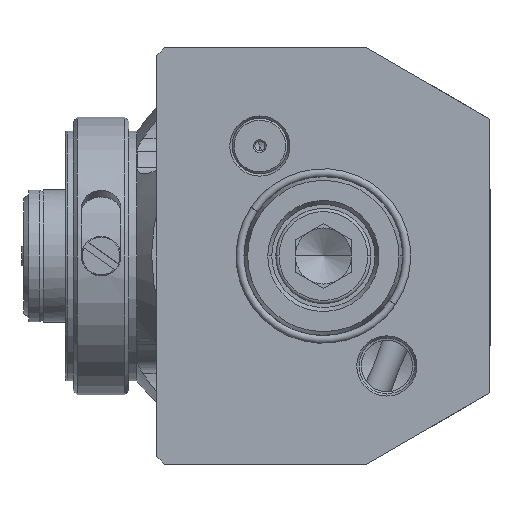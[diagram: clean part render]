
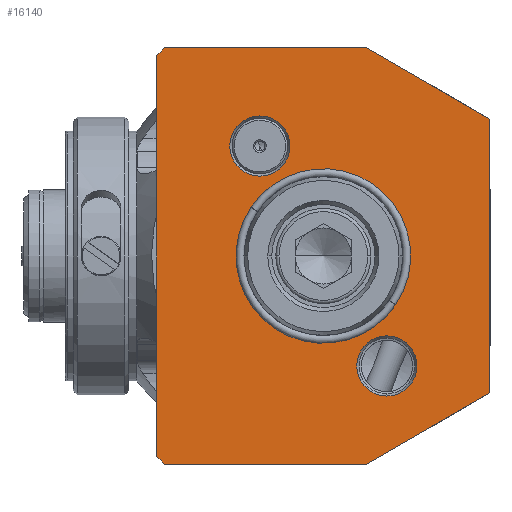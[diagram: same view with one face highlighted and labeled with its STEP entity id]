
A CAD part, front view. The second image highlights one B-rep face of the part: STEP entity #16140.
In plain terms, the highlighted planar face has unit normal (0, -1, 0).
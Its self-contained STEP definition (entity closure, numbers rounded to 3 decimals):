
#68 = EDGE_CURVE ( 'NONE', #7213, #80, #7297, .T. ) ;
#80 = VERTEX_POINT ( 'NONE', #2994 ) ;
#370 = CARTESIAN_POINT ( 'NONE',  ( 20.2, 0., 0. ) ) ;
#521 = CARTESIAN_POINT ( 'NONE',  ( 16., 0., -20.135 ) ) ;
#547 = DIRECTION ( 'NONE',  ( 0., 0., 1. ) ) ;
#550 = CIRCLE ( 'NONE', #16910, 7.577 ) ;
#648 = DIRECTION ( 'NONE',  ( 0., 1., 0. ) ) ;
#1288 = VECTOR ( 'NONE', #8158, 1000. ) ;
#1910 = CARTESIAN_POINT ( 'NONE',  ( -20.2, 0., 0. ) ) ;
#1928 = VERTEX_POINT ( 'NONE', #24811 ) ;
#1960 = ORIENTED_EDGE ( 'NONE', *, *, #10178, .T. ) ;
#2013 = LINE ( 'NONE', #10453, #16226 ) ;
#2221 = CARTESIAN_POINT ( 'NONE',  ( 16., 0., -27.713 ) ) ;
#2303 = VERTEX_POINT ( 'NONE', #12068 ) ;
#2891 = DIRECTION ( 'NONE',  ( 0., -1., 0. ) ) ;
#2953 = ORIENTED_EDGE ( 'NONE', *, *, #10336, .F. ) ;
#2994 = CARTESIAN_POINT ( 'NONE',  ( -42., 0., 50.5 ) ) ;
#3151 = DIRECTION ( 'NONE',  ( 0., 0., 1. ) ) ;
#3367 = ORIENTED_EDGE ( 'NONE', *, *, #23870, .F. ) ;
#3368 = LINE ( 'NONE', #5589, #15507 ) ;
#4539 = AXIS2_PLACEMENT_3D ( 'NONE', #24256, #15977, #22460 ) ;
#4649 = CIRCLE ( 'NONE', #11702, 7.577 ) ;
#4786 = EDGE_LOOP ( 'NONE', ( #24349, #25450 ) ) ;
#5022 = EDGE_CURVE ( 'NONE', #27184, #21960, #550, .T. ) ;
#5063 = LINE ( 'NONE', #24114, #14819 ) ;
#5090 = FACE_BOUND ( 'NONE', #7529, .T. ) ;
#5288 = CARTESIAN_POINT ( 'NONE',  ( 16., 0., -35.29 ) ) ;
#5589 = CARTESIAN_POINT ( 'NONE',  ( -42., 0., 52.5 ) ) ;
#5734 = ORIENTED_EDGE ( 'NONE', *, *, #14224, .T. ) ;
#5779 = EDGE_CURVE ( 'NONE', #21960, #27184, #24420, .T. ) ;
#6082 = DIRECTION ( 'NONE',  ( 0.866, 0., 0.5 ) ) ;
#6315 = EDGE_CURVE ( 'NONE', #1928, #25877, #23510, .T. ) ;
#6788 = AXIS2_PLACEMENT_3D ( 'NONE', #2221, #17299, #547 ) ;
#7179 = CARTESIAN_POINT ( 'NONE',  ( -42., 0., -50.5 ) ) ;
#7213 = VERTEX_POINT ( 'NONE', #13926 ) ;
#7297 = LINE ( 'NONE', #22212, #17555 ) ;
#7332 = EDGE_CURVE ( 'NONE', #2303, #8932, #2013, .T. ) ;
#7529 = EDGE_LOOP ( 'NONE', ( #14696, #16247 ) ) ;
#8004 = DIRECTION ( 'NONE',  ( -0.866, 0., 0.5 ) ) ;
#8158 = DIRECTION ( 'NONE',  ( 0., 0., -1. ) ) ;
#8932 = VERTEX_POINT ( 'NONE', #12909 ) ;
#9179 = EDGE_CURVE ( 'NONE', #24206, #24538, #10389, .T. ) ;
#10178 = EDGE_CURVE ( 'NONE', #24538, #19406, #17379, .T. ) ;
#10336 = EDGE_CURVE ( 'NONE', #2303, #19406, #18680, .T. ) ;
#10389 = LINE ( 'NONE', #12185, #10554 ) ;
#10453 = CARTESIAN_POINT ( 'NONE',  ( 10.823, 0., 52.5 ) ) ;
#10554 = VECTOR ( 'NONE', #20627, 1000. ) ;
#10737 = DIRECTION ( 'NONE',  ( 0.866, 0., -0.5 ) ) ;
#11408 = CARTESIAN_POINT ( 'NONE',  ( 16., 0., -27.713 ) ) ;
#11539 = CIRCLE ( 'NONE', #14201, 20.2 ) ;
#11702 = AXIS2_PLACEMENT_3D ( 'NONE', #14758, #23177, #10737 ) ;
#12068 = CARTESIAN_POINT ( 'NONE',  ( 42., 0., 34.5 ) ) ;
#12185 = CARTESIAN_POINT ( 'NONE',  ( -42., 0., -52.5 ) ) ;
#12195 = CARTESIAN_POINT ( 'NONE',  ( -42., 0., -50.5 ) ) ;
#12412 = DIRECTION ( 'NONE',  ( 0., -1., 0. ) ) ;
#12804 = EDGE_LOOP ( 'NONE', ( #25352, #5734, #24244, #1960, #2953, #17041, #3367, #18927 ) ) ;
#12909 = CARTESIAN_POINT ( 'NONE',  ( 10.823, 0., 52.5 ) ) ;
#13509 = FACE_BOUND ( 'NONE', #4786, .T. ) ;
#13840 = VERTEX_POINT ( 'NONE', #370 ) ;
#13926 = CARTESIAN_POINT ( 'NONE',  ( -40., 0., 52.5 ) ) ;
#14060 = CARTESIAN_POINT ( 'NONE',  ( 10.823, 0., -52.5 ) ) ;
#14201 = AXIS2_PLACEMENT_3D ( 'NONE', #19774, #2891, #20056 ) ;
#14224 = EDGE_CURVE ( 'NONE', #19104, #24206, #17674, .T. ) ;
#14696 = ORIENTED_EDGE ( 'NONE', *, *, #5779, .T. ) ;
#14758 = CARTESIAN_POINT ( 'NONE',  ( -16., 0., 27.713 ) ) ;
#14819 = VECTOR ( 'NONE', #24262, 1000. ) ;
#15507 = VECTOR ( 'NONE', #24104, 1000. ) ;
#15977 = DIRECTION ( 'NONE',  ( 0., -1., 0. ) ) ;
#16140 = ADVANCED_FACE ( 'NONE', ( #24015, #5090, #13509, #24140 ), #25803, .F. ) ;
#16226 = VECTOR ( 'NONE', #8004, 1000. ) ;
#16247 = ORIENTED_EDGE ( 'NONE', *, *, #5022, .T. ) ;
#16430 = CARTESIAN_POINT ( 'NONE',  ( 0., 0., 0. ) ) ;
#16453 = CARTESIAN_POINT ( 'NONE',  ( -40., 0., -52.5 ) ) ;
#16464 = EDGE_CURVE ( 'NONE', #25877, #1928, #4649, .T. ) ;
#16775 = VECTOR ( 'NONE', #6082, 1000. ) ;
#16910 = AXIS2_PLACEMENT_3D ( 'NONE', #11408, #23700, #23580 ) ;
#17041 = ORIENTED_EDGE ( 'NONE', *, *, #7332, .T. ) ;
#17299 = DIRECTION ( 'NONE',  ( 0., 1., 0. ) ) ;
#17379 = LINE ( 'NONE', #21646, #16775 ) ;
#17457 = EDGE_CURVE ( 'NONE', #80, #19104, #5063, .T. ) ;
#17499 = CIRCLE ( 'NONE', #22370, 20.2 ) ;
#17555 = VECTOR ( 'NONE', #24419, 1000. ) ;
#17674 = LINE ( 'NONE', #7179, #19591 ) ;
#18342 = EDGE_CURVE ( 'NONE', #13840, #24322, #17499, .T. ) ;
#18680 = LINE ( 'NONE', #27071, #1288 ) ;
#18927 = ORIENTED_EDGE ( 'NONE', *, *, #68, .T. ) ;
#19104 = VERTEX_POINT ( 'NONE', #12195 ) ;
#19406 = VERTEX_POINT ( 'NONE', #20346 ) ;
#19591 = VECTOR ( 'NONE', #22077, 1000. ) ;
#19774 = CARTESIAN_POINT ( 'NONE',  ( 0., 0., 0. ) ) ;
#20056 = DIRECTION ( 'NONE',  ( 1., 0., 0. ) ) ;
#20346 = CARTESIAN_POINT ( 'NONE',  ( 42., 0., -34.5 ) ) ;
#20627 = DIRECTION ( 'NONE',  ( 1., 0., 0. ) ) ;
#21646 = CARTESIAN_POINT ( 'NONE',  ( 42., 0., -34.5 ) ) ;
#21960 = VERTEX_POINT ( 'NONE', #5288 ) ;
#22077 = DIRECTION ( 'NONE',  ( 0.707, 0., -0.707 ) ) ;
#22082 = CARTESIAN_POINT ( 'NONE',  ( -42., 0., 52.5 ) ) ;
#22212 = CARTESIAN_POINT ( 'NONE',  ( -40., 0., 52.5 ) ) ;
#22370 = AXIS2_PLACEMENT_3D ( 'NONE', #16430, #12412, #24840 ) ;
#22460 = DIRECTION ( 'NONE',  ( 0.866, 0., -0.5 ) ) ;
#23150 = AXIS2_PLACEMENT_3D ( 'NONE', #22082, #648, #3151 ) ;
#23177 = DIRECTION ( 'NONE',  ( 0., -1., 0. ) ) ;
#23510 = CIRCLE ( 'NONE', #4539, 7.577 ) ;
#23580 = DIRECTION ( 'NONE',  ( 0., 0., 1. ) ) ;
#23655 = ORIENTED_EDGE ( 'NONE', *, *, #6315, .F. ) ;
#23700 = DIRECTION ( 'NONE',  ( 0., 1., 0. ) ) ;
#23820 = ORIENTED_EDGE ( 'NONE', *, *, #16464, .F. ) ;
#23870 = EDGE_CURVE ( 'NONE', #7213, #8932, #3368, .T. ) ;
#23984 = CARTESIAN_POINT ( 'NONE',  ( -22.562, 0., 31.501 ) ) ;
#24015 = FACE_BOUND ( 'NONE', #25119, .T. ) ;
#24058 = EDGE_CURVE ( 'NONE', #24322, #13840, #11539, .T. ) ;
#24104 = DIRECTION ( 'NONE',  ( 1., 0., 0. ) ) ;
#24114 = CARTESIAN_POINT ( 'NONE',  ( -42., 0., 52.5 ) ) ;
#24140 = FACE_OUTER_BOUND ( 'NONE', #12804, .T. ) ;
#24206 = VERTEX_POINT ( 'NONE', #16453 ) ;
#24244 = ORIENTED_EDGE ( 'NONE', *, *, #9179, .T. ) ;
#24256 = CARTESIAN_POINT ( 'NONE',  ( -16., 0., 27.713 ) ) ;
#24262 = DIRECTION ( 'NONE',  ( 0., 0., -1. ) ) ;
#24322 = VERTEX_POINT ( 'NONE', #1910 ) ;
#24349 = ORIENTED_EDGE ( 'NONE', *, *, #18342, .F. ) ;
#24419 = DIRECTION ( 'NONE',  ( -0.707, 0., -0.707 ) ) ;
#24420 = CIRCLE ( 'NONE', #6788, 7.577 ) ;
#24538 = VERTEX_POINT ( 'NONE', #14060 ) ;
#24811 = CARTESIAN_POINT ( 'NONE',  ( -9.438, 0., 23.924 ) ) ;
#24840 = DIRECTION ( 'NONE',  ( 1., 0., 0. ) ) ;
#25119 = EDGE_LOOP ( 'NONE', ( #23820, #23655 ) ) ;
#25352 = ORIENTED_EDGE ( 'NONE', *, *, #17457, .T. ) ;
#25450 = ORIENTED_EDGE ( 'NONE', *, *, #24058, .F. ) ;
#25803 = PLANE ( 'NONE',  #23150 ) ;
#25877 = VERTEX_POINT ( 'NONE', #23984 ) ;
#27071 = CARTESIAN_POINT ( 'NONE',  ( 42., 0., 52.5 ) ) ;
#27184 = VERTEX_POINT ( 'NONE', #521 ) ;
